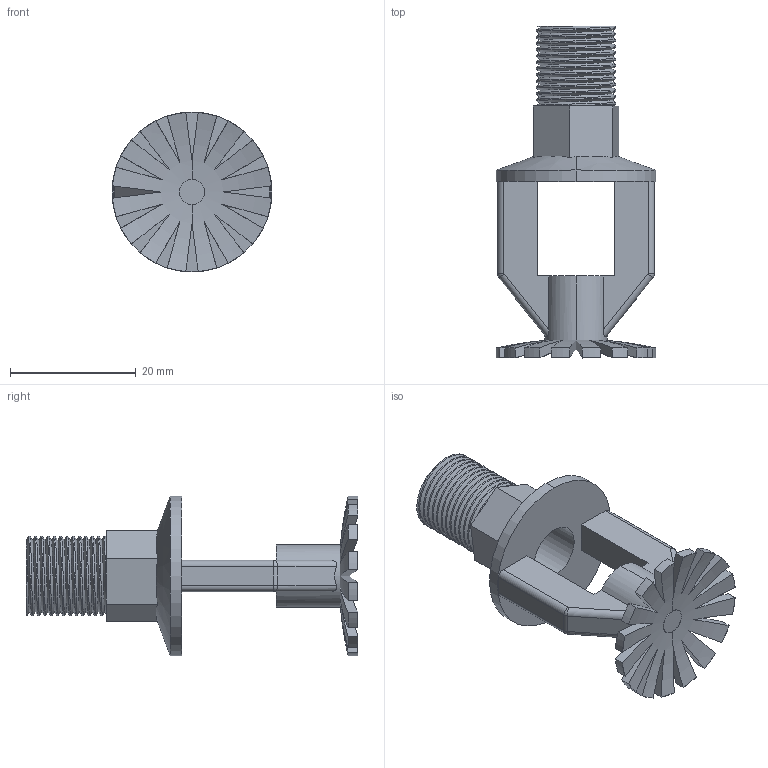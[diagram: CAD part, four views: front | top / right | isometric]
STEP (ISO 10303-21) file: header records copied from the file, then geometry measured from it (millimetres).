
FILE_DESCRIPTION (( 'STEP AP203' ), '1' );
FILE_NAME ('Sprinkler.STEP', '2021-03-22T16:00:34', ( '' ), ( '' ), 'SwSTEP 2.0', 'SolidWorks 2018', '' );
FILE_SCHEMA (( 'CONFIG_CONTROL_DESIGN' ));
Length unit declared in the file: millimetre
Products named in the file (1): Sprinkler
Bounding box: 25.4 x 52.7 x 25.4 mm (x, y, z)
Volume: 5283.4 mm3; surface area: 5290.3 mm2
Topology: 1 solids, 1 shells, 166 faces, 439 edges, 274 vertices
Faces by surface type: plane 77, cylinder 61, sphere 24, cone 2, bspline 2
Entity records: 6745 total; most frequent: CARTESIAN_POINT 2647, ORIENTED_EDGE 870, DIRECTION 865, EDGE_CURVE 435, AXIS2_PLACEMENT_3D 342, VERTEX_POINT 272, VECTOR 181, LINE 181
